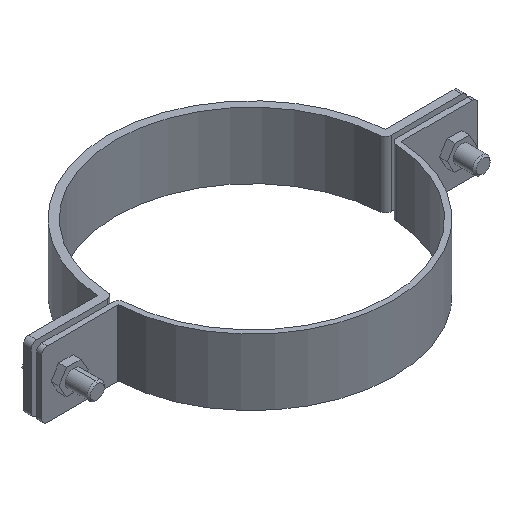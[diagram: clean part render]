
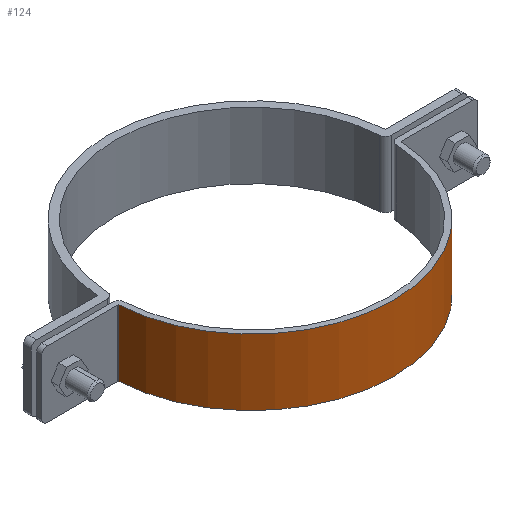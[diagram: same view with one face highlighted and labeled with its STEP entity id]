
A CAD part, isometric view. The second image highlights one B-rep face of the part: STEP entity #124.
In plain terms, the highlighted cylindrical face has radius 53.5 mm (diameter 107 mm), a partial arc.
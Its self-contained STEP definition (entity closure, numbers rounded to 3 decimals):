
#124 = ADVANCED_FACE ( 'NONE', ( #1837 ), #2710, .T. ) ;
#183 = VERTEX_POINT ( 'NONE', #2075 ) ;
#184 = EDGE_CURVE ( 'NONE', #1590, #581, #2052, .T. ) ;
#263 = CARTESIAN_POINT ( 'NONE',  ( -53.405, -3.188, 12.5 ) ) ;
#381 = DIRECTION ( 'NONE',  ( 1., 0., 0. ) ) ;
#399 = VERTEX_POINT ( 'NONE', #1477 ) ;
#581 = VERTEX_POINT ( 'NONE', #1405 ) ;
#791 = ORIENTED_EDGE ( 'NONE', *, *, #1690, .F. ) ;
#794 = DIRECTION ( 'NONE',  ( -1., 0., 0. ) ) ;
#852 = DIRECTION ( 'NONE',  ( 0., 0., -1. ) ) ;
#855 = DIRECTION ( 'NONE',  ( 1., 0., 0. ) ) ;
#904 = DIRECTION ( 'NONE',  ( 0., 0., -1. ) ) ;
#944 = VECTOR ( 'NONE', #2026, 1000. ) ;
#1014 = DIRECTION ( 'NONE',  ( 0., 0., 1. ) ) ;
#1036 = CARTESIAN_POINT ( 'NONE',  ( 0., 0., 12.5 ) ) ;
#1229 = CARTESIAN_POINT ( 'NONE',  ( 53.405, -3.188, 12.5 ) ) ;
#1405 = CARTESIAN_POINT ( 'NONE',  ( 53.405, -3.188, -12.5 ) ) ;
#1477 = CARTESIAN_POINT ( 'NONE',  ( -53.405, -3.188, 12.5 ) ) ;
#1533 = EDGE_LOOP ( 'NONE', ( #2488, #2028, #791, #2196 ) ) ;
#1590 = VERTEX_POINT ( 'NONE', #2192 ) ;
#1622 = LINE ( 'NONE', #1229, #944 ) ;
#1631 = CARTESIAN_POINT ( 'NONE',  ( 0., 0., 12.5 ) ) ;
#1642 = DIRECTION ( 'NONE',  ( 0., 0., 1. ) ) ;
#1690 = EDGE_CURVE ( 'NONE', #399, #183, #2595, .T. ) ;
#1804 = VECTOR ( 'NONE', #904, 1000. ) ;
#1820 = AXIS2_PLACEMENT_3D ( 'NONE', #1036, #852, #794 ) ;
#1837 = FACE_OUTER_BOUND ( 'NONE', #1533, .T. ) ;
#2026 = DIRECTION ( 'NONE',  ( 0., 0., -1. ) ) ;
#2028 = ORIENTED_EDGE ( 'NONE', *, *, #2207, .F. ) ;
#2052 = CIRCLE ( 'NONE', #2432, 53.5 ) ;
#2075 = CARTESIAN_POINT ( 'NONE',  ( 53.405, -3.188, 12.5 ) ) ;
#2149 = LINE ( 'NONE', #263, #1804 ) ;
#2192 = CARTESIAN_POINT ( 'NONE',  ( -53.405, -3.188, -12.5 ) ) ;
#2196 = ORIENTED_EDGE ( 'NONE', *, *, #2588, .T. ) ;
#2207 = EDGE_CURVE ( 'NONE', #183, #581, #1622, .T. ) ;
#2234 = AXIS2_PLACEMENT_3D ( 'NONE', #1631, #1014, #855 ) ;
#2432 = AXIS2_PLACEMENT_3D ( 'NONE', #2507, #1642, #381 ) ;
#2488 = ORIENTED_EDGE ( 'NONE', *, *, #184, .T. ) ;
#2507 = CARTESIAN_POINT ( 'NONE',  ( 0., 0., -12.5 ) ) ;
#2588 = EDGE_CURVE ( 'NONE', #399, #1590, #2149, .T. ) ;
#2595 = CIRCLE ( 'NONE', #2234, 53.5 ) ;
#2710 = CYLINDRICAL_SURFACE ( 'NONE', #1820, 53.5 ) ;
